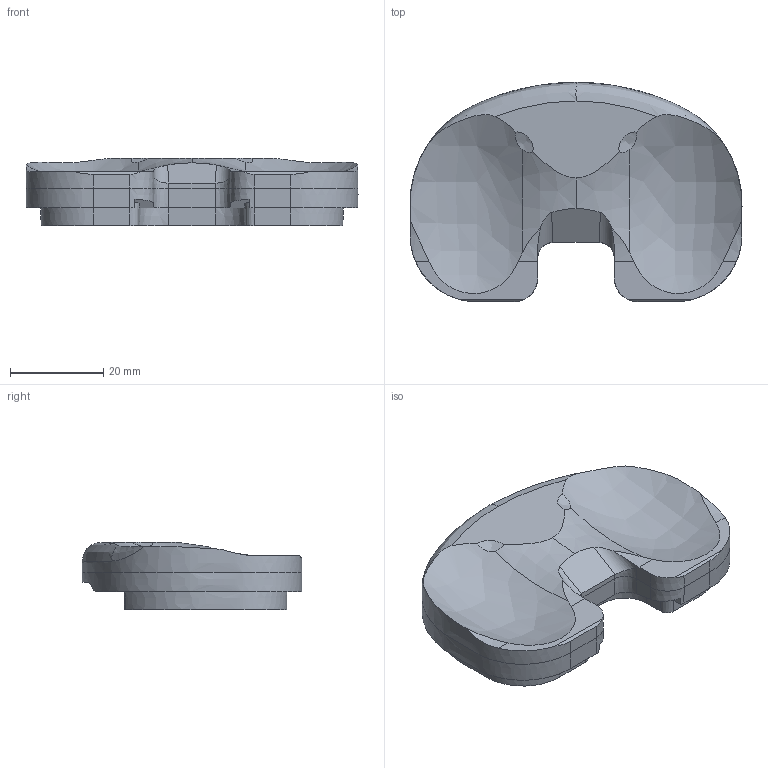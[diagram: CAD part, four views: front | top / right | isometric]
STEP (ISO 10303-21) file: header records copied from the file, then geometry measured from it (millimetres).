
FILE_DESCRIPTION((''),'2;1');
FILE_NAME('3-S','2011-05-31T',('Administrator'),(''),'PRO/ENGINEER BY PARAMETRIC TECHNOLOGY CORPORATION, 2001280','PRO/ENGINEER BY PARAMETRIC TECHNOLOGY CORPORATION, 2001280','');
FILE_SCHEMA(('CONFIG_CONTROL_DESIGN'));
Length unit declared in the file: millimetre
Products named in the file (1): 3-S
Bounding box: 71.05 x 46.98 x 14.35 mm (x, y, z)
Volume: 15709.1 mm3; surface area: 9039.6 mm2
Topology: 1 solids, 1 shells, 93 faces, 263 edges, 172 vertices
Faces by surface type: plane 39, bspline 28, cone 14, cylinder 12
Entity records: 7080 total; most frequent: CARTESIAN_POINT 4963, ORIENTED_EDGE 526, DIRECTION 284, EDGE_CURVE 263, VERTEX_POINT 172, B_SPLINE_CURVE_WITH_KNOTS 133, VECTOR 106, LINE 106
